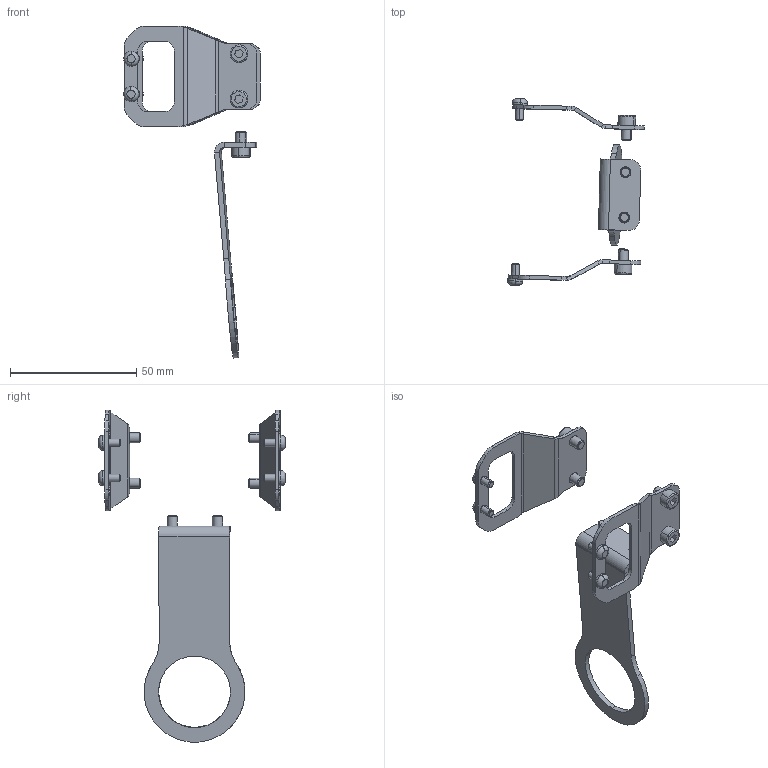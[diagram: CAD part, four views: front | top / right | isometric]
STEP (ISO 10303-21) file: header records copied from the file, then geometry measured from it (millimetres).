
FILE_DESCRIPTION (( 'STEP AP203' ), '1' );
FILE_NAME ('P4006.STEP', '2021-01-13T11:23:49', ( '' ), ( '' ), 'SwSTEP 2.0', 'SolidWorks 2019', '' );
FILE_SCHEMA (( 'CONFIG_CONTROL_DESIGN' ));
Length unit declared in the file: millimetre
Products named in the file (1): P4006
Bounding box: 54.23 x 74.1 x 131.62 mm (x, y, z)
Volume: 10315.1 mm3; surface area: 13812.9 mm2
Topology: 13 solids, 13 shells, 282 faces, 640 edges, 400 vertices
Faces by surface type: plane 131, cylinder 103, cone 20, torus 20, bspline 8
Entity records: 8027 total; most frequent: CARTESIAN_POINT 1459, DIRECTION 1408, ORIENTED_EDGE 1280, EDGE_CURVE 640, AXIS2_PLACEMENT_3D 525, VERTEX_POINT 400, LINE 358, VECTOR 358
